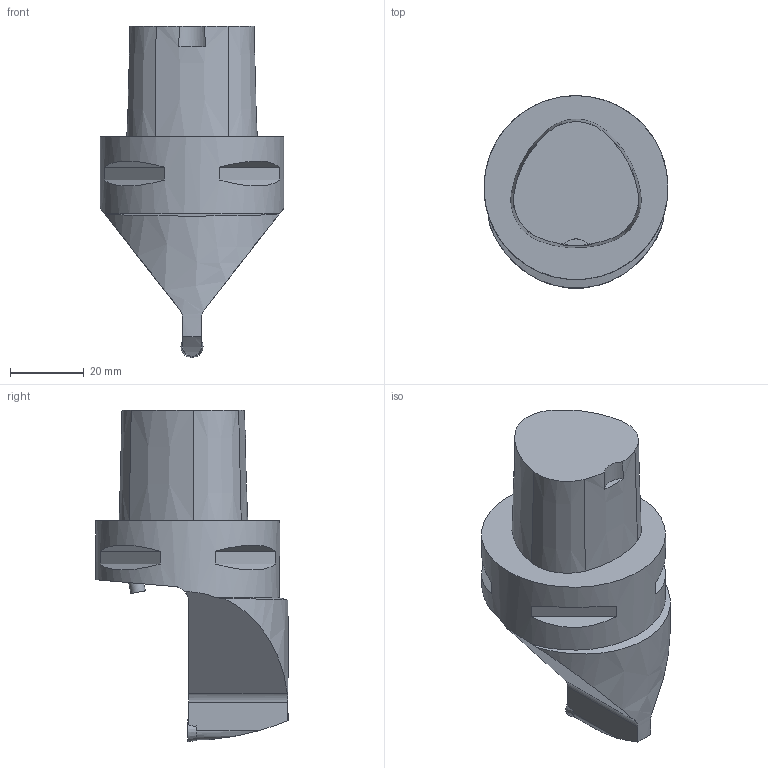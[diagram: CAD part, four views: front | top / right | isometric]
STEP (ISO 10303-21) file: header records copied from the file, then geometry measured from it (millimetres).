
FILE_DESCRIPTION(/* description */ (''),/* implementation_level */ '2;1');
FILE_NAME(/* name */ '1675329385584.stp',/* time_stamp */ '2023-02-02T14:46:41+05:00',/* author */ (''),/* organization */ ('SMS'),/* preprocessor_version */ 'ST-DEVELOPER v16.7',/* originating_system */ 'SIEMENS PLM Software NX 12.0',/* authorisation */ '');
FILE_SCHEMA (('AUTOMOTIVE_DESIGN { 1 0 10303 214 3 1 1 1 }'));
Length unit declared in the file: millimetre
Products named in the file (4): 204443338mod000_00; ASSEMBLY_CONSTRUCTION; 204527791mod000_00; 204527792mod000_00
Assembly tree (3 placements, depth 2):
  204527792mod000_00
    204527791mod000_00
    ASSEMBLY_CONSTRUCTION
    204443338mod000_00
Bounding box: 49.99 x 52.3 x 90 mm (x, y, z)
Volume: 83130.8 mm3; surface area: 13307.5 mm2
Topology: 2 solids, 2 shells, 52 faces, 123 edges, 90 vertices
Faces by surface type: plane 26, cone 11, cylinder 10, torus 4, extrusion 1
Full cylindrical faces by diameter (mm): 2.8 x2, 4 x1, 50 x1
Entity records: 1668 total; most frequent: CARTESIAN_POINT 347, DIRECTION 267, ORIENTED_EDGE 210, AXIS2_PLACEMENT_3D 114, EDGE_CURVE 105, VERTEX_POINT 75, EDGE_LOOP 72, ADVANCED_FACE 52
